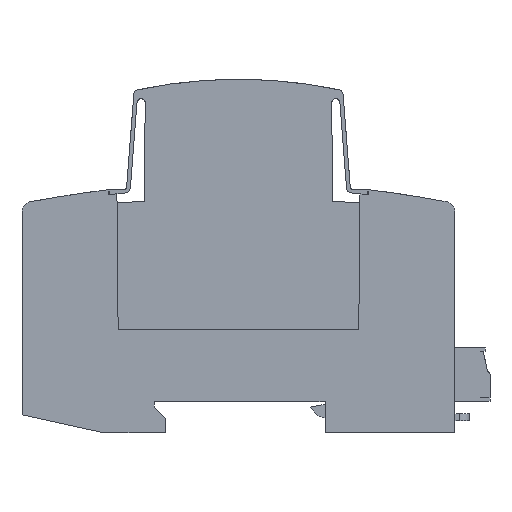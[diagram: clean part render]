
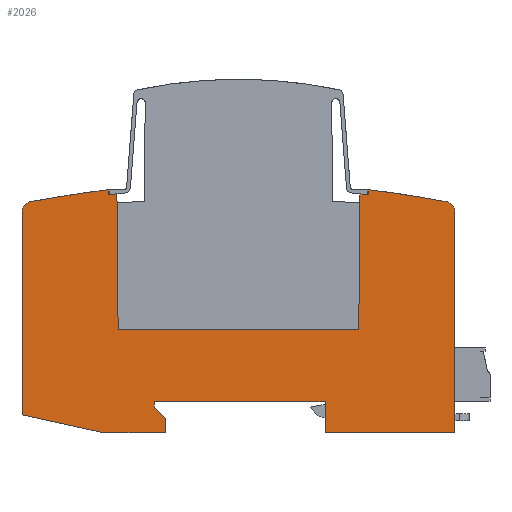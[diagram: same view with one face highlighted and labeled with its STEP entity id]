
A CAD part, left-side view. The second image highlights one B-rep face of the part: STEP entity #2026.
In plain terms, the highlighted planar face has unit normal (-1, 0, 0).
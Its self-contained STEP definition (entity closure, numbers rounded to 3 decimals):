
#2026=ADVANCED_FACE('',(#4098),#4099,.F.);
#4098=FACE_OUTER_BOUND('',#6605,.T.);
#4099=PLANE('',#6606);
#6605=EDGE_LOOP('',(#13460,#13461,#13462,#13463,#13464,#13465,#13466,#13467,#13468,#13469,#13470,#13471,#13472,#13473,#13474,#13475,#13476,#13477,#13478,#13479,#13480,#13481,#13482,#13483,#13484));
#6606=AXIS2_PLACEMENT_3D('',#13485,#13486,#13487);
#13460=ORIENTED_EDGE('',*,*,#16585,.F.);
#13461=ORIENTED_EDGE('',*,*,#17164,.T.);
#13462=ORIENTED_EDGE('',*,*,#16575,.F.);
#13463=ORIENTED_EDGE('',*,*,#17168,.T.);
#13464=ORIENTED_EDGE('',*,*,#17172,.T.);
#13465=ORIENTED_EDGE('',*,*,#17176,.F.);
#13466=ORIENTED_EDGE('',*,*,#17180,.F.);
#13467=ORIENTED_EDGE('',*,*,#17184,.F.);
#13468=ORIENTED_EDGE('',*,*,#17188,.F.);
#13469=ORIENTED_EDGE('',*,*,#17192,.F.);
#13470=ORIENTED_EDGE('',*,*,#17196,.F.);
#13471=ORIENTED_EDGE('',*,*,#17200,.F.);
#13472=ORIENTED_EDGE('',*,*,#17204,.F.);
#13473=ORIENTED_EDGE('',*,*,#17207,.F.);
#13474=ORIENTED_EDGE('',*,*,#15202,.F.);
#13475=ORIENTED_EDGE('',*,*,#17210,.F.);
#13476=ORIENTED_EDGE('',*,*,#15551,.F.);
#13477=ORIENTED_EDGE('',*,*,#17214,.F.);
#13478=ORIENTED_EDGE('',*,*,#17218,.F.);
#13479=ORIENTED_EDGE('',*,*,#17222,.T.);
#13480=ORIENTED_EDGE('',*,*,#17226,.T.);
#13481=ORIENTED_EDGE('',*,*,#17230,.F.);
#13482=ORIENTED_EDGE('',*,*,#17234,.F.);
#13483=ORIENTED_EDGE('',*,*,#17237,.F.);
#13484=ORIENTED_EDGE('',*,*,#17240,.T.);
#13485=CARTESIAN_POINT('',(-18.0,44.676,22.202));
#13486=DIRECTION('',(1.0,0.0,0.));
#13487=DIRECTION('',(0.,0.0,-1.0));
#15202=EDGE_CURVE('',#20030,#20032,#20033,.T.);
#15551=EDGE_CURVE('',#20605,#20607,#20608,.T.);
#16575=EDGE_CURVE('',#22051,#22053,#22054,.T.);
#16585=EDGE_CURVE('',#22069,#22071,#22072,.T.);
#17164=EDGE_CURVE('',#22069,#22053,#22870,.T.);
#17168=EDGE_CURVE('',#22051,#22874,#22876,.T.);
#17172=EDGE_CURVE('',#22874,#22880,#22882,.T.);
#17176=EDGE_CURVE('',#22886,#22880,#22888,.T.);
#17180=EDGE_CURVE('',#22892,#22886,#22894,.T.);
#17184=EDGE_CURVE('',#22898,#22892,#22900,.T.);
#17188=EDGE_CURVE('',#22904,#22898,#22906,.T.);
#17192=EDGE_CURVE('',#22910,#22904,#22912,.T.);
#17196=EDGE_CURVE('',#22916,#22910,#22918,.T.);
#17200=EDGE_CURVE('',#22922,#22916,#22924,.T.);
#17204=EDGE_CURVE('',#22928,#22922,#22930,.T.);
#17207=EDGE_CURVE('',#20032,#22928,#22933,.T.);
#17210=EDGE_CURVE('',#20607,#20030,#22936,.T.);
#17214=EDGE_CURVE('',#22940,#20605,#22942,.T.);
#17218=EDGE_CURVE('',#22946,#22940,#22948,.T.);
#17222=EDGE_CURVE('',#22946,#22952,#22954,.T.);
#17226=EDGE_CURVE('',#22952,#22958,#22960,.T.);
#17230=EDGE_CURVE('',#22964,#22958,#22966,.T.);
#17234=EDGE_CURVE('',#22970,#22964,#22972,.T.);
#17237=EDGE_CURVE('',#22974,#22970,#22976,.T.);
#17240=EDGE_CURVE('',#22974,#22071,#22979,.T.);
#20030=VERTEX_POINT('',#29758);
#20032=VERTEX_POINT('',#29761);
#20033=LINE('',#29762,#29763);
#20605=VERTEX_POINT('',#31002);
#20607=VERTEX_POINT('',#31005);
#20608=LINE('',#31006,#31007);
#22051=VERTEX_POINT('',#33372);
#22053=VERTEX_POINT('',#33375);
#22054=LINE('',#33376,#33377);
#22069=VERTEX_POINT('',#33399);
#22071=VERTEX_POINT('',#33402);
#22072=LINE('',#33403,#33404);
#22870=LINE('',#34724,#34725);
#22874=VERTEX_POINT('',#34730);
#22876=LINE('',#34733,#34734);
#22880=VERTEX_POINT('',#34739);
#22882=LINE('',#34742,#34743);
#22886=VERTEX_POINT('',#34747);
#22888=CIRCLE('',#34750,230.);
#22892=VERTEX_POINT('',#34754);
#22894=CIRCLE('',#34757,2.);
#22898=VERTEX_POINT('',#34762);
#22900=LINE('',#34765,#34766);
#22904=VERTEX_POINT('',#34771);
#22906=LINE('',#34774,#34775);
#22910=VERTEX_POINT('',#34780);
#22912=LINE('',#34783,#34784);
#22916=VERTEX_POINT('',#34789);
#22918=LINE('',#34792,#34793);
#22922=VERTEX_POINT('',#34798);
#22924=LINE('',#34801,#34802);
#22928=VERTEX_POINT('',#34807);
#22930=LINE('',#34810,#34811);
#22933=LINE('',#34815,#34816);
#22936=LINE('',#34820,#34821);
#22940=VERTEX_POINT('',#34825);
#22942=CIRCLE('',#34828,2.);
#22946=VERTEX_POINT('',#34832);
#22948=CIRCLE('',#34835,230.);
#22952=VERTEX_POINT('',#34840);
#22954=LINE('',#34843,#34844);
#22958=VERTEX_POINT('',#34849);
#22960=LINE('',#34852,#34853);
#22964=VERTEX_POINT('',#34858);
#22966=LINE('',#34861,#34862);
#22970=VERTEX_POINT('',#34867);
#22972=LINE('',#34870,#34871);
#22974=VERTEX_POINT('',#34873);
#22976=LINE('',#34876,#34877);
#22979=LINE('',#34881,#34882);
#29758=CARTESIAN_POINT('',(-18.0,27.0,0.));
#29761=CARTESIAN_POINT('',(-18.0,27.0,6.5));
#29762=CARTESIAN_POINT('',(-18.0,27.0,0.));
#29763=VECTOR('',#37266,1.0);
#31002=CARTESIAN_POINT('',(-18.0,0.0,46.028));
#31005=CARTESIAN_POINT('',(-18.0,0.0,0.));
#31006=CARTESIAN_POINT('',(-18.0,0.0,46.028));
#31007=VECTOR('',#37523,1.0);
#33372=CARTESIAN_POINT('',(-18.0,72.0,49.5));
#33375=CARTESIAN_POINT('',(-18.0,70.26,49.676));
#33376=CARTESIAN_POINT('',(-18.0,72.0,49.5));
#33377=VECTOR('',#38506,1.0);
#33399=CARTESIAN_POINT('',(-18.0,70.26,49.26));
#33402=CARTESIAN_POINT('',(-18.0,70.018,21.5));
#33403=CARTESIAN_POINT('',(-18.0,70.26,49.26));
#33404=VECTOR('',#38515,1.0);
#34724=CARTESIAN_POINT('',(-18.0,70.26,49.26));
#34725=VECTOR('',#39089,1.0);
#34730=CARTESIAN_POINT('',(-18.0,72.0,50.5));
#34733=CARTESIAN_POINT('',(-18.0,72.0,49.5));
#34734=VECTOR('',#39092,1.0);
#34739=CARTESIAN_POINT('',(-18.0,72.25,50.5));
#34742=CARTESIAN_POINT('',(-18.0,72.0,50.5));
#34743=VECTOR('',#39095,1.0);
#34747=CARTESIAN_POINT('',(-18.0,88.377,47.993));
#34750=AXIS2_PLACEMENT_3D('',#39100,#39101,#39102);
#34754=CARTESIAN_POINT('',(-18.0,90.0,46.028));
#34757=AXIS2_PLACEMENT_3D('',#39107,#39108,#39109);
#34762=CARTESIAN_POINT('',(-18.0,90.0,3.719));
#34765=CARTESIAN_POINT('',(-18.0,90.0,3.719));
#34766=VECTOR('',#39112,1.0);
#34771=CARTESIAN_POINT('',(-18.0,73.0,0.));
#34774=CARTESIAN_POINT('',(-18.0,73.0,0.));
#34775=VECTOR('',#39115,1.0);
#34780=CARTESIAN_POINT('',(-18.0,60.2,0.));
#34783=CARTESIAN_POINT('',(-18.0,60.2,0.));
#34784=VECTOR('',#39118,1.0);
#34789=CARTESIAN_POINT('',(-18.0,60.2,3.));
#34792=CARTESIAN_POINT('',(-18.0,60.2,3.));
#34793=VECTOR('',#39121,1.0);
#34798=CARTESIAN_POINT('',(-18.0,62.5,5.3));
#34801=CARTESIAN_POINT('',(-18.0,62.5,5.3));
#34802=VECTOR('',#39124,1.0);
#34807=CARTESIAN_POINT('',(-18.0,62.5,6.5));
#34810=CARTESIAN_POINT('',(-18.0,62.5,6.5));
#34811=VECTOR('',#39127,1.0);
#34815=CARTESIAN_POINT('',(-18.0,27.0,6.5));
#34816=VECTOR('',#39129,1.0);
#34820=CARTESIAN_POINT('',(-18.0,0.0,0.));
#34821=VECTOR('',#39131,1.0);
#34825=CARTESIAN_POINT('',(-18.0,1.623,47.993));
#34828=AXIS2_PLACEMENT_3D('',#39136,#39137,#39138);
#34832=CARTESIAN_POINT('',(-18.0,17.75,50.5));
#34835=AXIS2_PLACEMENT_3D('',#39143,#39144,#39145);
#34840=CARTESIAN_POINT('',(-18.0,18.0,50.5));
#34843=CARTESIAN_POINT('',(-18.0,17.75,50.5));
#34844=VECTOR('',#39148,1.0);
#34849=CARTESIAN_POINT('',(-18.0,18.0,49.5));
#34852=CARTESIAN_POINT('',(-18.0,18.0,50.5));
#34853=VECTOR('',#39151,1.0);
#34858=CARTESIAN_POINT('',(-18.0,19.74,49.67));
#34861=CARTESIAN_POINT('',(-18.0,19.74,49.67));
#34862=VECTOR('',#39154,1.0);
#34867=CARTESIAN_POINT('',(-18.0,19.74,49.26));
#34870=CARTESIAN_POINT('',(-18.0,19.74,49.26));
#34871=VECTOR('',#39157,1.0);
#34873=CARTESIAN_POINT('',(-18.0,19.982,21.5));
#34876=CARTESIAN_POINT('',(-18.0,19.982,21.5));
#34877=VECTOR('',#39159,1.0);
#34881=CARTESIAN_POINT('',(-18.0,19.982,21.5));
#34882=VECTOR('',#39161,1.0);
#37266=DIRECTION('',(0.,0.0,1.0));
#37523=DIRECTION('',(0.,0.0,-1.0));
#38506=DIRECTION('',(0.,-0.995,0.101));
#38515=DIRECTION('',(0.,-0.009,-1.));
#39089=DIRECTION('',(0.,0.0,1.0));
#39092=DIRECTION('',(0.,0.0,1.0));
#39095=DIRECTION('',(0.0,1.0,0.0));
#39100=CARTESIAN_POINT('',(-18.0,45.,-177.88));
#39101=DIRECTION('',(1.0,0.0,0.));
#39102=DIRECTION('',(0.,0.0,-1.0));
#39107=CARTESIAN_POINT('',(-18.0,88.,46.028));
#39108=DIRECTION('',(1.0,0.0,0.));
#39109=DIRECTION('',(0.,0.0,-1.0));
#39112=DIRECTION('',(0.,0.0,1.0));
#39115=DIRECTION('',(0.,0.977,0.214));
#39118=DIRECTION('',(0.0,1.0,0.0));
#39121=DIRECTION('',(0.,0.0,-1.0));
#39124=DIRECTION('',(0.,-0.707,-0.707));
#39127=DIRECTION('',(0.,0.0,-1.0));
#39129=DIRECTION('',(0.0,1.0,0.0));
#39131=DIRECTION('',(0.0,1.0,0.0));
#39136=CARTESIAN_POINT('',(-18.0,2.,46.028));
#39137=DIRECTION('',(1.0,0.0,0.));
#39138=DIRECTION('',(0.,0.0,-1.0));
#39143=CARTESIAN_POINT('',(-18.0,45.,-177.88));
#39144=DIRECTION('',(1.0,0.0,0.));
#39145=DIRECTION('',(0.,0.0,-1.0));
#39148=DIRECTION('',(0.0,1.0,0.0));
#39151=DIRECTION('',(0.,0.0,-1.0));
#39154=DIRECTION('',(0.,-0.995,-0.097));
#39157=DIRECTION('',(0.,0.0,1.0));
#39159=DIRECTION('',(0.,-0.009,1.));
#39161=DIRECTION('',(0.0,1.0,0.0));
